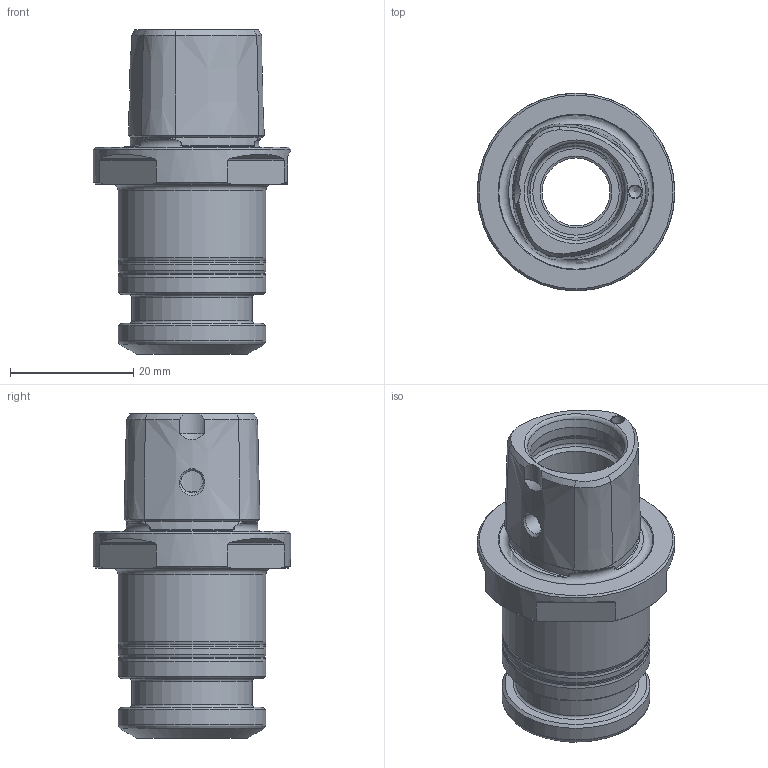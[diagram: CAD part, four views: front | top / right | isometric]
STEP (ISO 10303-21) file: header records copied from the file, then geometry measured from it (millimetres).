
FILE_DESCRIPTION(/* description */ (''),/* implementation_level */ '2;1');
FILE_NAME(/* name */ '280371500.stp',/* time_stamp */ '2021-08-03T11:37:23',/* author */ ('LRA'),/* organization */ ('REGO-FIX'),/* preprocessor_version */ ' Unknown',/* originating_system */ 'SIEMENS PLM Software Solid Edge ST10',/* authorization */ 'Unknown');
FILE_SCHEMA (('AUTOMOTIVE_DESIGN { 1 0 10303 214 2 1 1}'));
Length unit declared in the file: millimetre
Products named in the file (1): NOCUT
Bounding box: 32 x 32 x 52.5 mm (x, y, z)
Volume: 13805.5 mm3; surface area: 7785.2 mm2
Topology: 1 solids, 1 shells, 107 faces, 258 edges, 158 vertices
Faces by surface type: cone 55, plane 21, cylinder 19, torus 12
Full cylindrical faces by diameter (mm): 2 x1, 3.6 x1, 11 x1, 15 x3, 16.5 x1, 19.5 x1, 23.965 x4, 32 x1
Entity records: 2924 total; most frequent: CARTESIAN_POINT 665, DIRECTION 477, ORIENTED_EDGE 402, AXIS2_PLACEMENT_3D 214, EDGE_CURVE 201, FACE_BOUND 160, EDGE_LOOP 159, VERTEX_POINT 145
